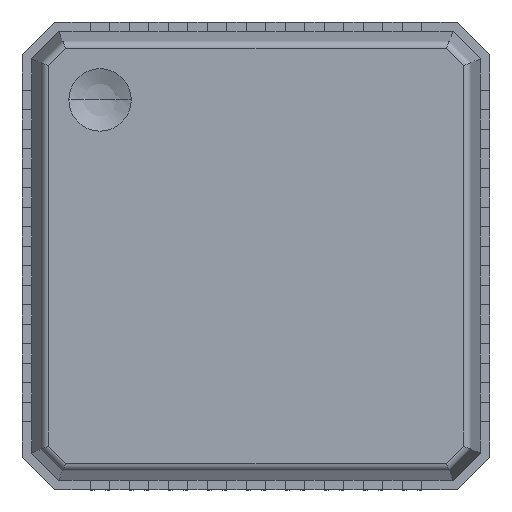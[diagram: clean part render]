
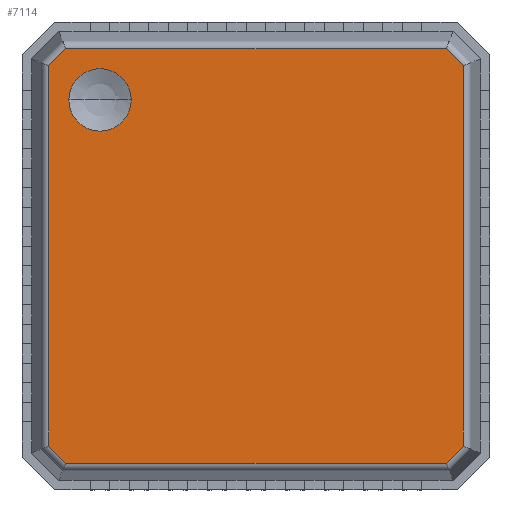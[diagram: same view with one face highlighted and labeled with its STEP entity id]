
A CAD part, top view. The second image highlights one B-rep face of the part: STEP entity #7114.
In plain terms, the highlighted face is planar.
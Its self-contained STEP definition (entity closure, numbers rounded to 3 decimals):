
#2716=DIRECTION('',(-0.707,0.,0.707));
#2717=VECTOR('',#2716,0.309);
#2718=CARTESIAN_POINT('',(-2.437,0.8,-2.656));
#2719=LINE('',#2718,#2717);
#2730=CARTESIAN_POINT('',(-2.,0.8,-2.));
#2731=DIRECTION('',(0.,-1.,0.));
#2732=DIRECTION('',(-1.,0.,0.));
#2733=AXIS2_PLACEMENT_3D('',#2730,#2731,#2732);
#2738=CARTESIAN_POINT('',(-2.,0.8,-2.));
#2739=DIRECTION('',(0.,-1.,0.));
#2740=DIRECTION('',(1.,0.,0.));
#2741=AXIS2_PLACEMENT_3D('',#2738,#2739,#2740);
#2762=DIRECTION('',(-1.,0.,0.));
#2763=VECTOR('',#2762,4.875);
#2764=CARTESIAN_POINT('',(2.437,0.8,-2.656));
#2765=LINE('',#2764,#2763);
#2877=DIRECTION('',(-0.707,0.,-0.707));
#2878=VECTOR('',#2877,0.309);
#2879=CARTESIAN_POINT('',(2.656,0.8,-2.437));
#2880=LINE('',#2879,#2878);
#2903=DIRECTION('',(0.,0.,-1.));
#2904=VECTOR('',#2903,4.875);
#2905=CARTESIAN_POINT('',(2.656,0.8,2.437));
#2906=LINE('',#2905,#2904);
#3006=DIRECTION('',(0.707,0.,-0.707));
#3007=VECTOR('',#3006,0.309);
#3008=CARTESIAN_POINT('',(2.437,0.8,2.656));
#3009=LINE('',#3008,#3007);
#3032=DIRECTION('',(1.,0.,0.));
#3033=VECTOR('',#3032,4.875);
#3034=CARTESIAN_POINT('',(-2.437,0.8,2.656));
#3035=LINE('',#3034,#3033);
#3135=DIRECTION('',(0.707,0.,0.707));
#3136=VECTOR('',#3135,0.309);
#3137=CARTESIAN_POINT('',(-2.656,0.8,2.437));
#3138=LINE('',#3137,#3136);
#3161=DIRECTION('',(0.,0.,1.));
#3162=VECTOR('',#3161,4.875);
#3163=CARTESIAN_POINT('',(-2.656,0.8,-2.437));
#3164=LINE('',#3163,#3162);
#4922=CARTESIAN_POINT('',(2.437,0.8,-2.656));
#4923=CARTESIAN_POINT('',(-2.437,0.8,-2.656));
#4924=VERTEX_POINT('',#4922);
#4925=VERTEX_POINT('',#4923);
#4930=CARTESIAN_POINT('',(-2.656,0.8,-2.437));
#4931=VERTEX_POINT('',#4930);
#4934=CARTESIAN_POINT('',(-2.656,0.8,2.437));
#4935=VERTEX_POINT('',#4934);
#4938=CARTESIAN_POINT('',(-2.437,0.8,2.656));
#4939=VERTEX_POINT('',#4938);
#4942=CARTESIAN_POINT('',(2.437,0.8,2.656));
#4943=VERTEX_POINT('',#4942);
#4946=CARTESIAN_POINT('',(2.656,0.8,2.437));
#4947=VERTEX_POINT('',#4946);
#4950=CARTESIAN_POINT('',(2.656,0.8,-2.437));
#4951=VERTEX_POINT('',#4950);
#4954=CARTESIAN_POINT('',(-2.4,0.8,-2.));
#4955=CARTESIAN_POINT('',(-1.6,0.8,-2.));
#4956=VERTEX_POINT('',#4954);
#4957=VERTEX_POINT('',#4955);
#7086=CARTESIAN_POINT('',(0.,0.8,0.));
#7087=DIRECTION('',(0.,1.,0.));
#7088=DIRECTION('',(1.,0.,0.));
#7089=AXIS2_PLACEMENT_3D('',#7086,#7087,#7088);
#7090=PLANE('',#7089);
#7092=ORIENTED_EDGE('',*,*,#7091,.F.);
#7094=ORIENTED_EDGE('',*,*,#7093,.F.);
#7096=ORIENTED_EDGE('',*,*,#7095,.F.);
#7098=ORIENTED_EDGE('',*,*,#7097,.F.);
#7100=ORIENTED_EDGE('',*,*,#7099,.F.);
#7102=ORIENTED_EDGE('',*,*,#7101,.F.);
#7104=ORIENTED_EDGE('',*,*,#7103,.F.);
#7105=ORIENTED_EDGE('',*,*,#7076,.F.);
#7106=EDGE_LOOP('',(#7092,#7094,#7096,#7098,#7100,#7102,#7104,#7105));
#7107=FACE_OUTER_BOUND('',#7106,.F.);
#7109=ORIENTED_EDGE('',*,*,#7108,.F.);
#7111=ORIENTED_EDGE('',*,*,#7110,.F.);
#7112=EDGE_LOOP('',(#7109,#7111));
#7113=FACE_BOUND('',#7112,.F.);
#2734=CIRCLE('',#2733,0.4);
#2742=CIRCLE('',#2741,0.4);
#7076=EDGE_CURVE('',#4925,#4931,#2719,.T.);
#7091=EDGE_CURVE('',#4924,#4925,#2765,.T.);
#7093=EDGE_CURVE('',#4951,#4924,#2880,.T.);
#7095=EDGE_CURVE('',#4947,#4951,#2906,.T.);
#7097=EDGE_CURVE('',#4943,#4947,#3009,.T.);
#7099=EDGE_CURVE('',#4939,#4943,#3035,.T.);
#7101=EDGE_CURVE('',#4935,#4939,#3138,.T.);
#7103=EDGE_CURVE('',#4931,#4935,#3164,.T.);
#7108=EDGE_CURVE('',#4956,#4957,#2734,.T.);
#7110=EDGE_CURVE('',#4957,#4956,#2742,.T.);
#7114=ADVANCED_FACE('',(#7107,#7113),#7090,.T.);
